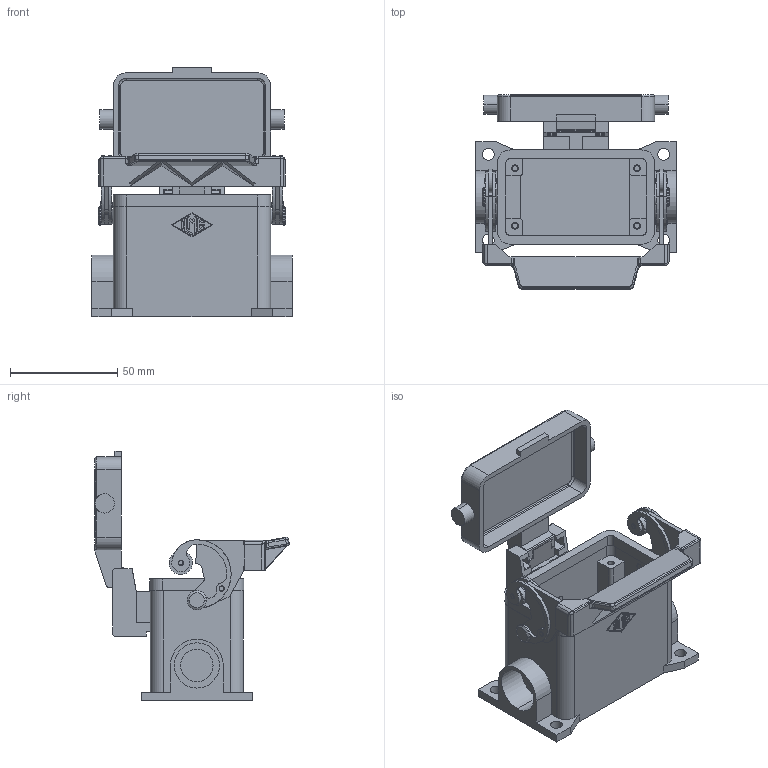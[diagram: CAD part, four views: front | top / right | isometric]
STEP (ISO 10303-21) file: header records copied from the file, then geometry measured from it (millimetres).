
FILE_DESCRIPTION((''),'2;1');
FILE_NAME('CHP 10 LS.stp','2006-12-21T14:26:49',('gembarski'),(''),'Autodesk Inventor 7','Autodesk Inventor 7','');
FILE_SCHEMA(('AUTOMOTIVE_DESIGN { 1 0 10303 214 1 1 1 1 }'));
Length unit declared in the file: millimetre
Products named in the file (1): CHP 10 LS
Bounding box: 93.5 x 90.95 x 116.7 mm (x, y, z)
Volume: 112943.8 mm3; surface area: 63966.3 mm2
Topology: 6 solids, 6 shells, 592 faces, 1578 edges, 1028 vertices
Faces by surface type: plane 252, cylinder 180, bspline 134, torus 16, cone 6, sphere 4
Entity records: 21534 total; most frequent: CARTESIAN_POINT 6621, ORIENTED_EDGE 3160, DIRECTION 3098, EDGE_CURVE 1580, AXIS2_PLACEMENT_3D 1087, VERTEX_POINT 1028, VECTOR 924, LINE 924
